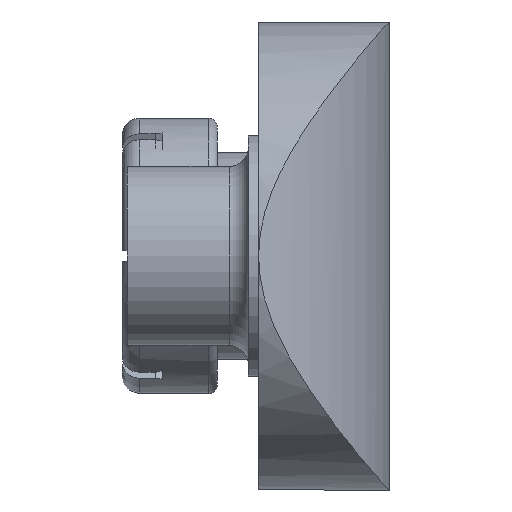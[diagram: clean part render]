
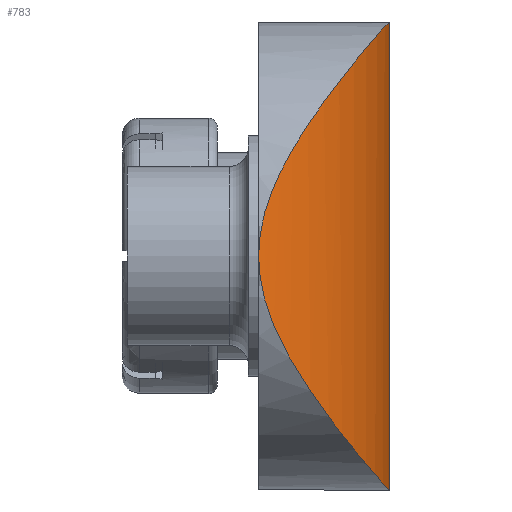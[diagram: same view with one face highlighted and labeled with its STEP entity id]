
A CAD part, left-side view. The second image highlights one B-rep face of the part: STEP entity #783.
In plain terms, the highlighted cylindrical face has radius 8.335 mm (diameter 16.671 mm), a partial arc.
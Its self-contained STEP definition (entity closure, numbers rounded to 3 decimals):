
#19 = VERTEX_POINT ( 'NONE', #2103 ) ;
#44 = DIRECTION ( 'NONE',  ( 0., 0., -1. ) ) ;
#51 = CARTESIAN_POINT ( 'NONE',  ( -6.35, 0.003, -6.795 ) ) ;
#145 = ORIENTED_EDGE ( 'NONE', *, *, #492, .T. ) ;
#256 = CARTESIAN_POINT ( 'NONE',  ( -12.229, 2.628, -3.434 ) ) ;
#436 = CARTESIAN_POINT ( 'NONE',  ( -12.951, 3.523, 1.626 ) ) ;
#451 = CARTESIAN_POINT ( 'NONE',  ( -13.133, 3.791, 0.475 ) ) ;
#479 = DIRECTION ( 'NONE',  ( 0., 0., 1. ) ) ;
#492 = EDGE_CURVE ( 'NONE', #19, #4163, #4009, .T. ) ;
#530 = CARTESIAN_POINT ( 'NONE',  ( -6.35, 0.003, 6.795 ) ) ;
#555 = EDGE_CURVE ( 'NONE', #723, #4163, #1576, .T. ) ;
#622 = CARTESIAN_POINT ( 'NONE',  ( -9.481, 0.694, -6.035 ) ) ;
#654 = CARTESIAN_POINT ( 'NONE',  ( -6.145, 0., -6.795 ) ) ;
#723 = VERTEX_POINT ( 'NONE', #2245 ) ;
#756 = CARTESIAN_POINT ( 'NONE',  ( -10.59, 1.272, 5.328 ) ) ;
#783 = ADVANCED_FACE ( 'NONE', ( #1206 ), #2840, .T. ) ;
#950 = CARTESIAN_POINT ( 'NONE',  ( -9.282, 0.61, -6.134 ) ) ;
#983 = CARTESIAN_POINT ( 'NONE',  ( -8.869, 0.455, -6.315 ) ) ;
#1000 = EDGE_CURVE ( 'NONE', #3361, #723, #3155, .T. ) ;
#1015 = CIRCLE ( 'NONE', #1390, 8.335 ) ;
#1117 = CARTESIAN_POINT ( 'NONE',  ( -12.429, 2.853, 3.066 ) ) ;
#1176 = ORIENTED_EDGE ( 'NONE', *, *, #1396, .T. ) ;
#1206 = FACE_OUTER_BOUND ( 'NONE', #4178, .T. ) ;
#1229 = CARTESIAN_POINT ( 'NONE',  ( -6.145, 0., -6.795 ) ) ;
#1314 = CARTESIAN_POINT ( 'NONE',  ( -12.429, 2.852, -3.067 ) ) ;
#1332 = CARTESIAN_POINT ( 'NONE',  ( -13.145, 3.81, -0.238 ) ) ;
#1390 = AXIS2_PLACEMENT_3D ( 'NONE', #1773, #44, #2418 ) ;
#1396 = EDGE_CURVE ( 'NONE', #3613, #19, #2783, .T. ) ;
#1401 = DIRECTION ( 'NONE',  ( 1., 0., 0. ) ) ;
#1477 = CARTESIAN_POINT ( 'NONE',  ( -12.76, 3.262, 2.267 ) ) ;
#1504 = CARTESIAN_POINT ( 'NONE',  ( -10.057, 0.972, 5.699 ) ) ;
#1576 = B_SPLINE_CURVE_WITH_KNOTS ( 'NONE', 3,
 ( #1789, #3456, #451, #2790, #3107, #436, #3428, #1477, #4052, #1117, #4061, #1817, #4075, #2757, #756, #1504, #2139, #3780, #2470, #2804, #4044, #1831, #3413, #4091, #2153, #2745 ),
 .UNSPECIFIED., .F., .F.,
 ( 4, 2, 2, 2, 2, 2, 2, 2, 2, 2, 2, 2, 4 ),
 ( 0.011, 0.012, 0.013, 0.014, 0.014, 0.016, 0.017, 0.019, 0.019, 0.02, 0.021, 0.021, 0.023 ),
 .UNSPECIFIED. ) ;
#1651 = CARTESIAN_POINT ( 'NONE',  ( -8.656, 0.384, -6.396 ) ) ;
#1679 = CARTESIAN_POINT ( 'NONE',  ( -13.046, 3.659, -1.181 ) ) ;
#1698 = DIRECTION ( 'NONE',  ( 0., 0., 1. ) ) ;
#1749 = ORIENTED_EDGE ( 'NONE', *, *, #555, .F. ) ;
#1773 = CARTESIAN_POINT ( 'NONE',  ( -6.145, 8.335, -6.795 ) ) ;
#1789 = CARTESIAN_POINT ( 'NONE',  ( -13.145, 3.81, 0. ) ) ;
#1817 = CARTESIAN_POINT ( 'NONE',  ( -11.764, 2.17, 4.127 ) ) ;
#1825 = DIRECTION ( 'NONE',  ( 1., 0., 0. ) ) ;
#1831 = CARTESIAN_POINT ( 'NONE',  ( -8.221, 0.259, 6.536 ) ) ;
#1841 = CARTESIAN_POINT ( 'NONE',  ( -6.145, 8.335, -6.795 ) ) ;
#1965 = CARTESIAN_POINT ( 'NONE',  ( -13.082, 3.714, -0.951 ) ) ;
#1977 = CARTESIAN_POINT ( 'NONE',  ( -7.988, 0.203, -6.599 ) ) ;
#1991 = CARTESIAN_POINT ( 'NONE',  ( -8.215, 0.258, -6.538 ) ) ;
#1998 = CARTESIAN_POINT ( 'NONE',  ( -6.833, 0.014, -6.795 ) ) ;
#2103 = CARTESIAN_POINT ( 'NONE',  ( -6.145, 0., 6.795 ) ) ;
#2139 = CARTESIAN_POINT ( 'NONE',  ( -9.87, 0.876, 5.816 ) ) ;
#2153 = CARTESIAN_POINT ( 'NONE',  ( -6.833, 0.014, 6.795 ) ) ;
#2245 = CARTESIAN_POINT ( 'NONE',  ( -13.145, 3.81, 0. ) ) ;
#2343 = ORIENTED_EDGE ( 'NONE', *, *, #3993, .F. ) ;
#2367 = DIRECTION ( 'NONE',  ( 0., 0., -1. ) ) ;
#2418 = DIRECTION ( 'NONE',  ( 1., 0., 0. ) ) ;
#2470 = CARTESIAN_POINT ( 'NONE',  ( -9.284, 0.61, 6.133 ) ) ;
#2510 = ORIENTED_EDGE ( 'NONE', *, *, #1000, .F. ) ;
#2602 = CARTESIAN_POINT ( 'NONE',  ( -7.302, 0.068, -6.744 ) ) ;
#2619 = CARTESIAN_POINT ( 'NONE',  ( -9.868, 0.874, -5.818 ) ) ;
#2680 = VECTOR ( 'NONE', #1698, 1000. ) ;
#2745 = CARTESIAN_POINT ( 'NONE',  ( -6.35, 0.003, 6.795 ) ) ;
#2757 = CARTESIAN_POINT ( 'NONE',  ( -10.911, 1.487, 5.054 ) ) ;
#2783 = LINE ( 'NONE', #654, #2680 ) ;
#2790 = CARTESIAN_POINT ( 'NONE',  ( -13.083, 3.715, 0.949 ) ) ;
#2804 = CARTESIAN_POINT ( 'NONE',  ( -8.872, 0.456, 6.314 ) ) ;
#2840 = CYLINDRICAL_SURFACE ( 'NONE', #4221, 8.335 ) ;
#2952 = CARTESIAN_POINT ( 'NONE',  ( -11.764, 2.17, -4.128 ) ) ;
#3107 = CARTESIAN_POINT ( 'NONE',  ( -13.046, 3.659, 1.179 ) ) ;
#3155 = B_SPLINE_CURVE_WITH_KNOTS ( 'NONE', 3,
 ( #3276, #1998, #2602, #1977, #1991, #1651, #983, #950, #622, #2619, #3307, #3258, #3936, #3245, #2952, #256, #1314, #3583, #3290, #1679, #1965, #4252, #1332, #3958 ),
 .UNSPECIFIED., .F., .F.,
 ( 4, 2, 2, 2, 2, 2, 2, 2, 2, 2, 2, 4 ),
 ( 0., 0.001, 0.002, 0.003, 0.004, 0.004, 0.006, 0.007, 0.009, 0.01, 0.011, 0.011 ),
 .UNSPECIFIED. ) ;
#3245 = CARTESIAN_POINT ( 'NONE',  ( -11.497, 1.935, -4.456 ) ) ;
#3258 = CARTESIAN_POINT ( 'NONE',  ( -10.589, 1.272, -5.328 ) ) ;
#3276 = CARTESIAN_POINT ( 'NONE',  ( -6.35, 0.003, -6.795 ) ) ;
#3290 = CARTESIAN_POINT ( 'NONE',  ( -12.904, 3.454, -1.853 ) ) ;
#3307 = CARTESIAN_POINT ( 'NONE',  ( -10.055, 0.971, -5.7 ) ) ;
#3345 = CARTESIAN_POINT ( 'NONE',  ( -6.145, 8.335, 6.795 ) ) ;
#3361 = VERTEX_POINT ( 'NONE', #51 ) ;
#3413 = CARTESIAN_POINT ( 'NONE',  ( -7.993, 0.204, 6.597 ) ) ;
#3428 = CARTESIAN_POINT ( 'NONE',  ( -12.894, 3.442, 1.843 ) ) ;
#3456 = CARTESIAN_POINT ( 'NONE',  ( -13.145, 3.81, 0.238 ) ) ;
#3532 = AXIS2_PLACEMENT_3D ( 'NONE', #3345, #2367, #1401 ) ;
#3583 = CARTESIAN_POINT ( 'NONE',  ( -12.766, 3.264, -2.279 ) ) ;
#3613 = VERTEX_POINT ( 'NONE', #1229 ) ;
#3780 = CARTESIAN_POINT ( 'NONE',  ( -9.483, 0.695, 6.034 ) ) ;
#3936 = CARTESIAN_POINT ( 'NONE',  ( -10.911, 1.487, -5.054 ) ) ;
#3958 = CARTESIAN_POINT ( 'NONE',  ( -13.145, 3.81, 0. ) ) ;
#3993 = EDGE_CURVE ( 'NONE', #3613, #3361, #1015, .T. ) ;
#4009 = CIRCLE ( 'NONE', #3532, 8.335 ) ;
#4044 = CARTESIAN_POINT ( 'NONE',  ( -8.66, 0.385, 6.395 ) ) ;
#4052 = CARTESIAN_POINT ( 'NONE',  ( -12.683, 3.163, 2.473 ) ) ;
#4061 = CARTESIAN_POINT ( 'NONE',  ( -12.229, 2.628, 3.433 ) ) ;
#4075 = CARTESIAN_POINT ( 'NONE',  ( -11.498, 1.935, 4.455 ) ) ;
#4091 = CARTESIAN_POINT ( 'NONE',  ( -7.303, 0.068, 6.744 ) ) ;
#4163 = VERTEX_POINT ( 'NONE', #530 ) ;
#4178 = EDGE_LOOP ( 'NONE', ( #2343, #1176, #145, #1749, #2510 ) ) ;
#4221 = AXIS2_PLACEMENT_3D ( 'NONE', #1841, #479, #1825 ) ;
#4252 = CARTESIAN_POINT ( 'NONE',  ( -13.132, 3.79, -0.476 ) ) ;
